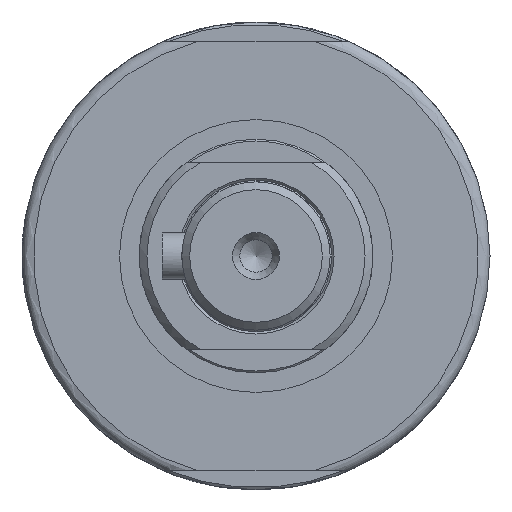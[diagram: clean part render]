
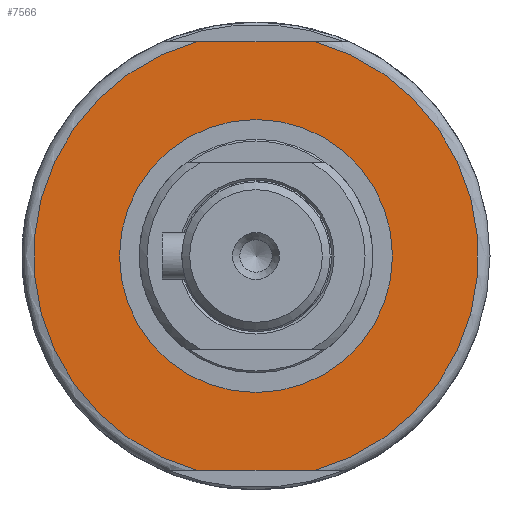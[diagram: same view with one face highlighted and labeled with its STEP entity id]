
A CAD part, left-side view. The second image highlights one B-rep face of the part: STEP entity #7566.
In plain terms, the highlighted planar face has unit normal (-1, 0, 0).
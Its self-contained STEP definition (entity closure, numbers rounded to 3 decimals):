
#58=FACE_BOUND('',#2444,.T.);
#725=LINE('',#12694,#1179);
#729=LINE('',#12743,#1183);
#1179=VECTOR('',#10368,10.);
#1183=VECTOR('',#10378,10.);
#1965=FACE_OUTER_BOUND('',#2443,.T.);
#2443=EDGE_LOOP('',(#6151,#6152,#6153,#6154));
#2444=EDGE_LOOP('',(#6155,#6156));
#3034=CIRCLE('',#8505,28.5);
#3035=CIRCLE('',#8506,28.5);
#3036=CIRCLE('',#8507,17.5);
#3037=CIRCLE('',#8508,17.5);
#3578=VERTEX_POINT('',#12678);
#3579=VERTEX_POINT('',#12693);
#3586=VERTEX_POINT('',#12727);
#3587=VERTEX_POINT('',#12742);
#3590=VERTEX_POINT('',#12777);
#3591=VERTEX_POINT('',#12778);
#4476=EDGE_CURVE('',#3579,#3578,#725,.T.);
#4485=EDGE_CURVE('',#3587,#3586,#729,.T.);
#4496=EDGE_CURVE('',#3587,#3578,#3034,.T.);
#4497=EDGE_CURVE('',#3579,#3586,#3035,.T.);
#4498=EDGE_CURVE('',#3590,#3591,#3036,.T.);
#4499=EDGE_CURVE('',#3591,#3590,#3037,.T.);
#6151=ORIENTED_EDGE('',*,*,#4476,.T.);
#6152=ORIENTED_EDGE('',*,*,#4496,.F.);
#6153=ORIENTED_EDGE('',*,*,#4485,.T.);
#6154=ORIENTED_EDGE('',*,*,#4497,.F.);
#6155=ORIENTED_EDGE('',*,*,#4498,.T.);
#6156=ORIENTED_EDGE('',*,*,#4499,.T.);
#7164=PLANE('',#8504);
#7566=ADVANCED_FACE('',(#1965,#58),#7164,.T.);
#8504=AXIS2_PLACEMENT_3D('',#12774,#10406,#10407);
#8505=AXIS2_PLACEMENT_3D('',#12775,#10408,#10409);
#8506=AXIS2_PLACEMENT_3D('',#12776,#10410,#10411);
#8507=AXIS2_PLACEMENT_3D('',#12779,#10412,#10413);
#8508=AXIS2_PLACEMENT_3D('',#12780,#10414,#10415);
#10368=DIRECTION('',(0.,-1.,0.));
#10378=DIRECTION('',(0.,1.,0.));
#10406=DIRECTION('center_axis',(-1.,0.,0.));
#10407=DIRECTION('ref_axis',(0.,0.,-1.));
#10408=DIRECTION('center_axis',(1.,0.,0.));
#10409=DIRECTION('ref_axis',(0.,-1.,0.));
#10410=DIRECTION('center_axis',(1.,0.,0.));
#10411=DIRECTION('ref_axis',(0.,-1.,0.));
#10412=DIRECTION('center_axis',(1.,0.,0.));
#10413=DIRECTION('ref_axis',(0.,-1.,0.));
#10414=DIRECTION('center_axis',(1.,0.,0.));
#10415=DIRECTION('ref_axis',(0.,-1.,0.));
#12678=CARTESIAN_POINT('',(-168.5,-7.483,-27.5));
#12693=CARTESIAN_POINT('',(-168.5,7.483,-27.5));
#12694=CARTESIAN_POINT('',(-168.5,-24.063,-27.5));
#12727=CARTESIAN_POINT('',(-168.5,7.483,27.5));
#12742=CARTESIAN_POINT('',(-168.5,-7.483,27.5));
#12743=CARTESIAN_POINT('',(-168.5,1.553,27.5));
#12774=CARTESIAN_POINT('Origin',(-168.5,-23.,0.));
#12775=CARTESIAN_POINT('Origin',(-168.5,0.,0.));
#12776=CARTESIAN_POINT('Origin',(-168.5,0.,0.));
#12777=CARTESIAN_POINT('',(-168.5,-17.5,0.));
#12778=CARTESIAN_POINT('',(-168.5,17.5,0.));
#12779=CARTESIAN_POINT('Origin',(-168.5,0.,0.));
#12780=CARTESIAN_POINT('Origin',(-168.5,0.,0.));
